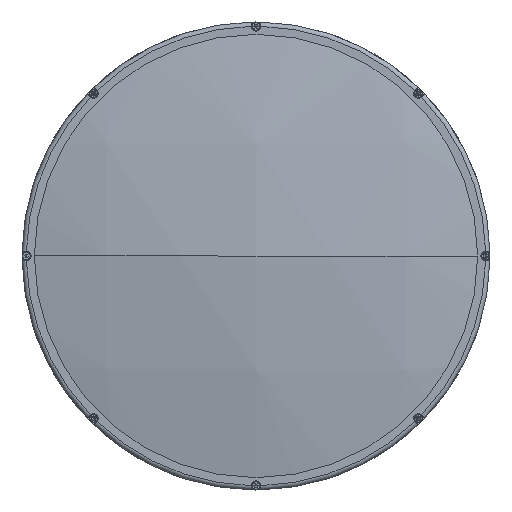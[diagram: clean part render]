
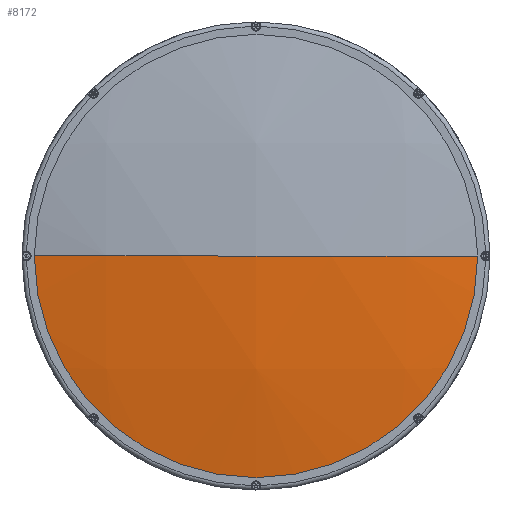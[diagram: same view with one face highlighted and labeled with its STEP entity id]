
A CAD part, left-side view. The second image highlights one B-rep face of the part: STEP entity #8172.
In plain terms, the highlighted spherical face has radius 786 mm.
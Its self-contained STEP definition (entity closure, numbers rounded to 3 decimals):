
#113 = CIRCLE ( 'NONE', #7477, 786. ) ;
#178 = AXIS2_PLACEMENT_3D ( 'NONE', #773, #9075, #4510 ) ;
#424 = ORIENTED_EDGE ( 'NONE', *, *, #5130, .T. ) ;
#773 = CARTESIAN_POINT ( 'NONE',  ( 66.968, 0., 0. ) ) ;
#1301 = FACE_OUTER_BOUND ( 'NONE', #9223, .T. ) ;
#1347 = CARTESIAN_POINT ( 'NONE',  ( -703.698, -154.5, 0. ) ) ;
#1482 = DIRECTION ( 'NONE',  ( 0., 0., -1. ) ) ;
#2521 = DIRECTION ( 'NONE',  ( 0., 1., 0. ) ) ;
#2631 = DIRECTION ( 'NONE',  ( -1., 0., 0. ) ) ;
#2819 = AXIS2_PLACEMENT_3D ( 'NONE', #4630, #2631, #8454 ) ;
#2903 = EDGE_CURVE ( 'NONE', #3074, #11209, #11343, .T. ) ;
#3074 = VERTEX_POINT ( 'NONE', #7570 ) ;
#3403 = CIRCLE ( 'NONE', #2819, 154.5 ) ;
#3499 = ORIENTED_EDGE ( 'NONE', *, *, #9249, .T. ) ;
#4101 = CARTESIAN_POINT ( 'NONE',  ( 66.968, 0., 0. ) ) ;
#4411 = CARTESIAN_POINT ( 'NONE',  ( -719.032, 0., 0. ) ) ;
#4510 = DIRECTION ( 'NONE',  ( 0., -1., 0. ) ) ;
#4630 = CARTESIAN_POINT ( 'NONE',  ( -703.698, 0., 0. ) ) ;
#5130 = EDGE_CURVE ( 'NONE', #3074, #8542, #3403, .T. ) ;
#6444 = CARTESIAN_POINT ( 'NONE',  ( 66.968, 0., 0. ) ) ;
#7477 = AXIS2_PLACEMENT_3D ( 'NONE', #6444, #1482, #2521 ) ;
#7570 = CARTESIAN_POINT ( 'NONE',  ( -703.698, 154.5, 0. ) ) ;
#7911 = DIRECTION ( 'NONE',  ( 0., 0., -1. ) ) ;
#8172 = ADVANCED_FACE ( 'NONE', ( #1301 ), #8791, .T. ) ;
#8454 = DIRECTION ( 'NONE',  ( 0., 0., 1. ) ) ;
#8490 = AXIS2_PLACEMENT_3D ( 'NONE', #4101, #7911, #11734 ) ;
#8542 = VERTEX_POINT ( 'NONE', #1347 ) ;
#8791 = SPHERICAL_SURFACE ( 'NONE', #8490, 786. ) ;
#9075 = DIRECTION ( 'NONE',  ( 0., 0., 1. ) ) ;
#9223 = EDGE_LOOP ( 'NONE', ( #424, #3499, #11037 ) ) ;
#9249 = EDGE_CURVE ( 'NONE', #8542, #11209, #113, .T. ) ;
#11037 = ORIENTED_EDGE ( 'NONE', *, *, #2903, .F. ) ;
#11209 = VERTEX_POINT ( 'NONE', #4411 ) ;
#11343 = CIRCLE ( 'NONE', #178, 786. ) ;
#11734 = DIRECTION ( 'NONE',  ( 0., 1., 0. ) ) ;
